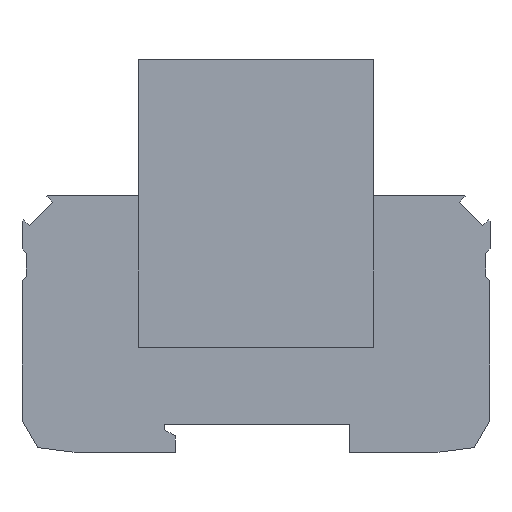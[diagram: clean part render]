
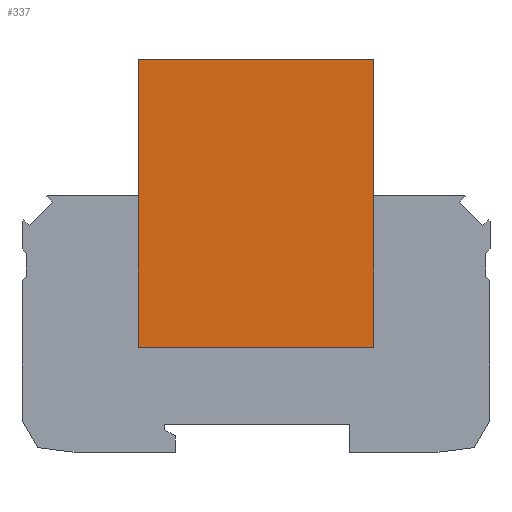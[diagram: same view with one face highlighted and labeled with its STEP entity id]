
A CAD part, left-side view. The second image highlights one B-rep face of the part: STEP entity #337.
In plain terms, the highlighted planar face has unit normal (-1, 0, 0).
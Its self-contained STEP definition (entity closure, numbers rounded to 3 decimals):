
#337=ADVANCED_FACE('',(#699),#700,.T.);
#699=FACE_OUTER_BOUND('',#1069,.T.);
#700=PLANE('',#1070);
#1069=EDGE_LOOP('',(#1995,#1996,#1997,#1998,#1999,#2000));
#1070=AXIS2_PLACEMENT_3D('',#2001,#2002,#2003);
#1995=ORIENTED_EDGE('',*,*,#2385,.T.);
#1996=ORIENTED_EDGE('',*,*,#2381,.T.);
#1997=ORIENTED_EDGE('',*,*,#2181,.T.);
#1998=ORIENTED_EDGE('',*,*,#2504,.T.);
#1999=ORIENTED_EDGE('',*,*,#2537,.T.);
#2000=ORIENTED_EDGE('',*,*,#2493,.T.);
#2001=CARTESIAN_POINT('',(0.1,11.195,30.279));
#2002=DIRECTION('',(-1.0,0.,0.));
#2003=DIRECTION('',(0.,0.0,-1.0));
#2181=EDGE_CURVE('',#2597,#2595,#2598,.T.);
#2381=EDGE_CURVE('',#2915,#2597,#2916,.T.);
#2385=EDGE_CURVE('',#2740,#2915,#2920,.T.);
#2493=EDGE_CURVE('',#3062,#2740,#3063,.T.);
#2504=EDGE_CURVE('',#2595,#3077,#3079,.T.);
#2537=EDGE_CURVE('',#3077,#3062,#3125,.T.);
#2595=VERTEX_POINT('',#3201);
#2597=VERTEX_POINT('',#3204);
#2598=LINE('',#3205,#3206);
#2740=VERTEX_POINT('',#3407);
#2915=VERTEX_POINT('',#3663);
#2916=LINE('',#3664,#3665);
#2920=LINE('',#3671,#3672);
#3062=VERTEX_POINT('',#3882);
#3063=LINE('',#3883,#3884);
#3077=VERTEX_POINT('',#3905);
#3079=LINE('',#3908,#3909);
#3125=LINE('',#3977,#3978);
#3201=CARTESIAN_POINT('',(0.1,22.35,49.35));
#3204=CARTESIAN_POINT('',(0.1,22.35,20.2));
#3205=CARTESIAN_POINT('',(0.1,22.35,5.5));
#3206=VECTOR('',#4066,1.0);
#3407=CARTESIAN_POINT('',(0.1,67.45,49.35));
#3663=CARTESIAN_POINT('',(0.1,67.45,20.2));
#3664=CARTESIAN_POINT('',(0.1,62.4,20.2));
#3665=VECTOR('',#4255,1.0);
#3671=CARTESIAN_POINT('',(0.1,67.45,5.5));
#3672=VECTOR('',#4258,1.0);
#3882=CARTESIAN_POINT('',(0.1,67.45,75.5));
#3883=CARTESIAN_POINT('',(0.1,67.45,5.5));
#3884=VECTOR('',#4327,1.0);
#3905=CARTESIAN_POINT('',(0.1,22.35,75.5));
#3908=CARTESIAN_POINT('',(0.1,22.35,5.5));
#3909=VECTOR('',#4336,1.0);
#3977=CARTESIAN_POINT('',(0.1,62.4,75.5));
#3978=VECTOR('',#4359,1.0);
#4066=DIRECTION('',(0.,0.0,1.0));
#4255=DIRECTION('',(0.,-1.0,-0.0));
#4258=DIRECTION('',(0.,0.0,-1.0));
#4327=DIRECTION('',(0.,0.0,-1.0));
#4336=DIRECTION('',(0.,0.,1.0));
#4359=DIRECTION('',(0.,1.0,0.));
